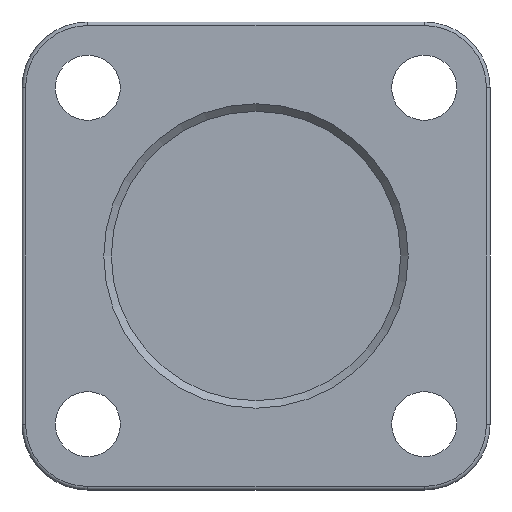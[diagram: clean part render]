
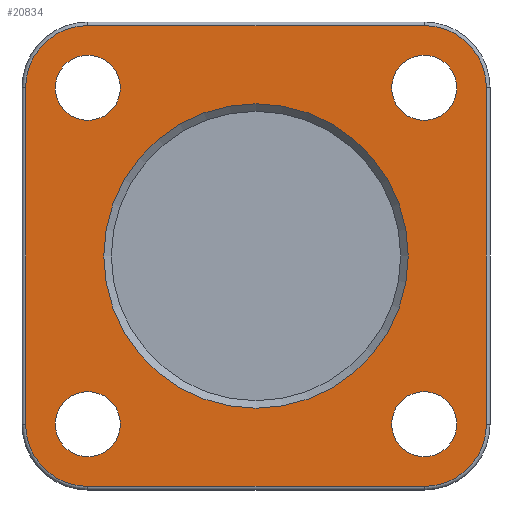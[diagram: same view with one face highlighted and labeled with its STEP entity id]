
A CAD part, front view. The second image highlights one B-rep face of the part: STEP entity #20834.
In plain terms, the highlighted planar face has unit normal (0, -1, 0).
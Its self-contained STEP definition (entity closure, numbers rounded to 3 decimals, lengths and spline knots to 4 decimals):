
#2317=FACE_BOUND($,#7364,.T.);
#2318=FACE_BOUND($,#7365,.T.);
#2319=FACE_BOUND($,#7366,.T.);
#2320=FACE_BOUND($,#7367,.T.);
#2321=FACE_BOUND($,#7368,.T.);
#2399=PLANE($,#22052);
#2775=LINE($,#25268,#4448);
#2778=LINE($,#25275,#4451);
#2779=LINE($,#25292,#4452);
#2782=LINE($,#25299,#4455);
#4448=VECTOR($,#22557,4.65);
#4451=VECTOR($,#22564,4.65);
#4452=VECTOR($,#22585,4.65);
#4455=VECTOR($,#22592,4.65);
#6166=FACE_OUTER_BOUND($,#7363,.T.);
#7363=EDGE_LOOP($,(#14226,#14227,#14228,#14229,#14230,#14231,#14232,#14233));
#7364=EDGE_LOOP($,(#14234));
#7365=EDGE_LOOP($,(#14235));
#7366=EDGE_LOOP($,(#14236));
#7367=EDGE_LOOP($,(#14237));
#7368=EDGE_LOOP($,(#14238));
#8629=CIRCLE($,#22024,0.86);
#8635=CIRCLE($,#22033,0.86);
#8639=CIRCLE($,#22038,0.86);
#8643=CIRCLE($,#22045,0.86);
#8646=CIRCLE($,#22053,0.45);
#8647=CIRCLE($,#22054,0.45);
#8648=CIRCLE($,#22055,2.104);
#8649=CIRCLE($,#22056,0.45);
#8650=CIRCLE($,#22057,0.45);
#8716=VERTEX_POINT($,#25257);
#8717=VERTEX_POINT($,#25259);
#8720=VERTEX_POINT($,#25266);
#8721=VERTEX_POINT($,#25271);
#8724=VERTEX_POINT($,#25278);
#8725=VERTEX_POINT($,#25283);
#8728=VERTEX_POINT($,#25290);
#8729=VERTEX_POINT($,#25295);
#8736=VERTEX_POINT($,#25322);
#8737=VERTEX_POINT($,#25324);
#8738=VERTEX_POINT($,#25326);
#8739=VERTEX_POINT($,#25328);
#8740=VERTEX_POINT($,#25330);
#10885=EDGE_CURVE($,#8716,#8717,#8629,.T.);
#10889=EDGE_CURVE($,#8720,#8716,#2775,.T.);
#10893=EDGE_CURVE($,#8717,#8721,#2778,.T.);
#10895=EDGE_CURVE($,#8724,#8720,#8635,.T.);
#10899=EDGE_CURVE($,#8721,#8725,#8639,.T.);
#10901=EDGE_CURVE($,#8728,#8724,#2779,.T.);
#10905=EDGE_CURVE($,#8725,#8729,#2782,.T.);
#10907=EDGE_CURVE($,#8729,#8728,#8643,.T.);
#10917=EDGE_CURVE($,#8736,#8736,#8646,.F.);
#10918=EDGE_CURVE($,#8737,#8737,#8647,.F.);
#10919=EDGE_CURVE($,#8738,#8738,#8648,.T.);
#10920=EDGE_CURVE($,#8739,#8739,#8649,.F.);
#10921=EDGE_CURVE($,#8740,#8740,#8650,.F.);
#14226=ORIENTED_EDGE($,*,*,#10885,.F.);
#14227=ORIENTED_EDGE($,*,*,#10889,.F.);
#14228=ORIENTED_EDGE($,*,*,#10895,.F.);
#14229=ORIENTED_EDGE($,*,*,#10901,.F.);
#14230=ORIENTED_EDGE($,*,*,#10907,.F.);
#14231=ORIENTED_EDGE($,*,*,#10905,.F.);
#14232=ORIENTED_EDGE($,*,*,#10899,.F.);
#14233=ORIENTED_EDGE($,*,*,#10893,.F.);
#14234=ORIENTED_EDGE($,*,*,#10917,.F.);
#14235=ORIENTED_EDGE($,*,*,#10918,.F.);
#14236=ORIENTED_EDGE($,*,*,#10919,.F.);
#14237=ORIENTED_EDGE($,*,*,#10920,.F.);
#14238=ORIENTED_EDGE($,*,*,#10921,.F.);
#20834=ADVANCED_FACE($,(#6166,#2317,#2318,#2319,#2320,#2321),#2399,.F.);
#22024=AXIS2_PLACEMENT_3D($,#25260,#22547,#22548);
#22033=AXIS2_PLACEMENT_3D($,#25280,#22569,#22570);
#22038=AXIS2_PLACEMENT_3D($,#25287,#22579,#22580);
#22045=AXIS2_PLACEMENT_3D($,#25302,#22597,#22598);
#22052=AXIS2_PLACEMENT_3D($,#25321,#22618,#22619);
#22053=AXIS2_PLACEMENT_3D($,#25323,#22620,#22621);
#22054=AXIS2_PLACEMENT_3D($,#25325,#22622,#22623);
#22055=AXIS2_PLACEMENT_3D($,#25327,#22624,#22625);
#22056=AXIS2_PLACEMENT_3D($,#25329,#22626,#22627);
#22057=AXIS2_PLACEMENT_3D($,#25331,#22628,#22629);
#22547=DIRECTION('center_axis',(0.,1.,0.));
#22548=DIRECTION('ref_axis',(-0.707,0.,0.707));
#22557=DIRECTION($,(0.,0.,1.));
#22564=DIRECTION($,(1.,0.,0.));
#22569=DIRECTION('center_axis',(0.,1.,0.));
#22570=DIRECTION('ref_axis',(-0.707,0.,-0.707));
#22579=DIRECTION('center_axis',(0.,1.,0.));
#22580=DIRECTION('ref_axis',(0.707,0.,0.707));
#22585=DIRECTION($,(-1.,0.,0.));
#22592=DIRECTION($,(0.,0.,-1.));
#22597=DIRECTION('center_axis',(0.,1.,0.));
#22598=DIRECTION('ref_axis',(0.707,0.,-0.707));
#22618=DIRECTION('center_axis',(0.,1.,0.));
#22619=DIRECTION('ref_axis',(0.,0.,1.));
#22620=DIRECTION('center_axis',(0.,1.,0.));
#22621=DIRECTION('ref_axis',(0.,0.,1.));
#22622=DIRECTION('center_axis',(0.,1.,0.));
#22623=DIRECTION('ref_axis',(0.,0.,1.));
#22624=DIRECTION('center_axis',(0.,-1.,0.));
#22625=DIRECTION('ref_axis',(0.,0.,-1.));
#22626=DIRECTION('center_axis',(0.,1.,0.));
#22627=DIRECTION('ref_axis',(0.,0.,1.));
#22628=DIRECTION('center_axis',(0.,1.,0.));
#22629=DIRECTION('ref_axis',(0.,0.,1.));
#25257=CARTESIAN_POINT('',(-3.185,0.,2.325));
#25259=CARTESIAN_POINT('',(-2.325,0.,3.185));
#25260=CARTESIAN_POINT('Origin',(-2.325,0.,2.325));
#25266=CARTESIAN_POINT('',(-3.185,0.,-2.325));
#25268=CARTESIAN_POINT($,(-3.185,0.,-2.325));
#25271=CARTESIAN_POINT('',(2.325,0.,3.185));
#25275=CARTESIAN_POINT($,(-2.325,0.,3.185));
#25278=CARTESIAN_POINT('',(-2.325,0.,-3.185));
#25280=CARTESIAN_POINT('Origin',(-2.325,0.,-2.325));
#25283=CARTESIAN_POINT('',(3.185,0.,2.325));
#25287=CARTESIAN_POINT('Origin',(2.325,0.,2.325));
#25290=CARTESIAN_POINT('',(2.325,0.,-3.185));
#25292=CARTESIAN_POINT($,(0.,0.,-3.185));
#25295=CARTESIAN_POINT('',(3.185,0.,-2.325));
#25299=CARTESIAN_POINT($,(3.185,0.,0.));
#25302=CARTESIAN_POINT('Origin',(2.325,0.,-2.325));
#25321=CARTESIAN_POINT('Origin',(-2.325,0.,-2.325));
#25322=CARTESIAN_POINT('',(-2.325,0.,2.775));
#25323=CARTESIAN_POINT('Origin',(-2.325,0.,2.325));
#25324=CARTESIAN_POINT('',(-2.325,0.,-1.875));
#25325=CARTESIAN_POINT('Origin',(-2.325,0.,-2.325));
#25326=CARTESIAN_POINT('',(0.,0.,-2.104));
#25327=CARTESIAN_POINT('Origin',(0.,0.,0.));
#25328=CARTESIAN_POINT('',(2.325,0.,-1.875));
#25329=CARTESIAN_POINT('Origin',(2.325,0.,-2.325));
#25330=CARTESIAN_POINT('',(2.325,0.,2.775));
#25331=CARTESIAN_POINT('Origin',(2.325,0.,2.325));
